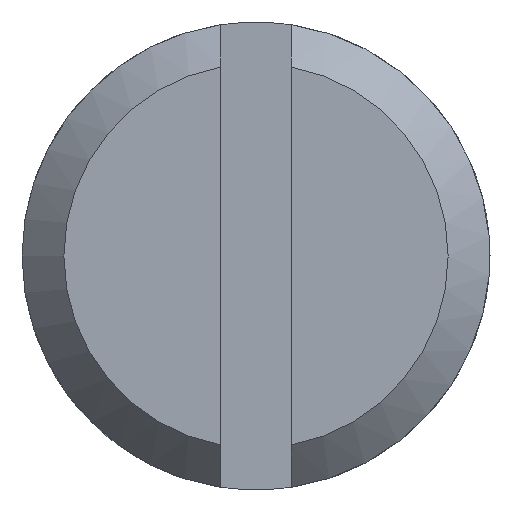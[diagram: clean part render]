
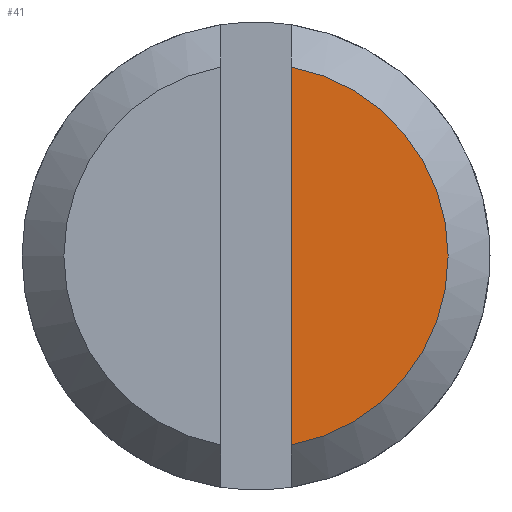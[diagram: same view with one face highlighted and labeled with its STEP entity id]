
A CAD part, left-side view. The second image highlights one B-rep face of the part: STEP entity #41.
In plain terms, the highlighted planar face has unit normal (-1, 0, 0).
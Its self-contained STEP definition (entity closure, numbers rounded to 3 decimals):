
#41 = ADVANCED_FACE( '', ( #86 ), #87, .F. );
#86 = FACE_OUTER_BOUND( '', #138, .T. );
#87 = PLANE( '', #139 );
#138 = EDGE_LOOP( '', ( #196, #197 ) );
#139 = AXIS2_PLACEMENT_3D( '', #198, #199, #200 );
#196 = ORIENTED_EDGE( '', *, *, #287, .F. );
#197 = ORIENTED_EDGE( '', *, *, #288, .F. );
#198 = CARTESIAN_POINT( '', ( 0., 0., 0. ) );
#199 = DIRECTION( '', ( 1., 0., 0. ) );
#200 = DIRECTION( '', ( 0., 1., 0. ) );
#287 = EDGE_CURVE( '', #330, #331, #332, .T. );
#288 = EDGE_CURVE( '', #331, #330, #333, .T. );
#330 = VERTEX_POINT( '', #393 );
#331 = VERTEX_POINT( '', #394 );
#332 = CIRCLE( '', #395, 4.927 );
#333 = LINE( '', #396, #397 );
#393 = CARTESIAN_POINT( '', ( 0., -0.9, 4.844 ) );
#394 = CARTESIAN_POINT( '', ( 0., -0.9, -4.844 ) );
#395 = AXIS2_PLACEMENT_3D( '', #449, #450, #451 );
#396 = CARTESIAN_POINT( '', ( 0., -0.9, -10.5 ) );
#397 = VECTOR( '', #452, 1000. );
#449 = CARTESIAN_POINT( '', ( 0., 0., 0. ) );
#450 = DIRECTION( '', ( 1., 0., 0. ) );
#451 = DIRECTION( '', ( 0., 1., 0. ) );
#452 = DIRECTION( '', ( 0., 0., 1. ) );
